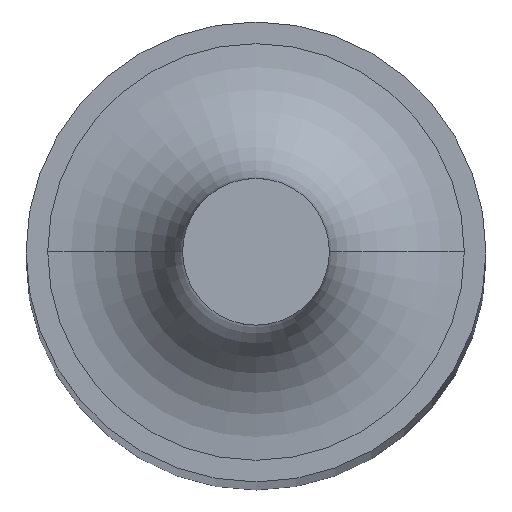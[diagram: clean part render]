
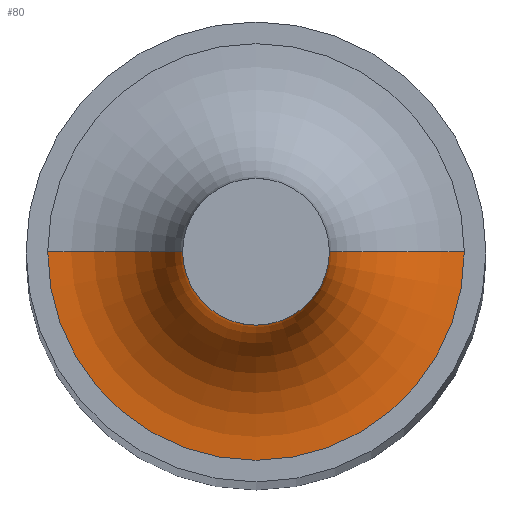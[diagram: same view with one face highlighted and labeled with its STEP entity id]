
A CAD part, top view. The second image highlights one B-rep face of the part: STEP entity #80.
In plain terms, the highlighted toroidal (fillet/blend) face has major radius 2.157 mm and minor radius 1.397 mm.
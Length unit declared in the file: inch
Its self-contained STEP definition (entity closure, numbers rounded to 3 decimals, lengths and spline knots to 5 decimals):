
#26 = CARTESIAN_POINT ( 'NONE',  ( -0.02991, 0., 1.995 ) ) ;
#28 = ORIENTED_EDGE ( 'NONE', *, *, #190, .T. ) ;
#34 = VERTEX_POINT ( 'NONE', #322 ) ;
#51 = CIRCLE ( 'NONE', #79, 0.055 ) ;
#61 = ORIENTED_EDGE ( 'NONE', *, *, #268, .F. ) ;
#76 = DIRECTION ( 'NONE',  ( -1., 0., 0. ) ) ;
#79 = AXIS2_PLACEMENT_3D ( 'NONE', #291, #349, #232 ) ;
#80 = ADVANCED_FACE ( 'NONE', ( #264 ), #312, .F. ) ;
#83 = CARTESIAN_POINT ( 'NONE',  ( 0.08491, 0., 1.995 ) ) ;
#98 = EDGE_LOOP ( 'NONE', ( #208, #311, #28, #61 ) ) ;
#129 = AXIS2_PLACEMENT_3D ( 'NONE', #144, #231, #76 ) ;
#144 = CARTESIAN_POINT ( 'NONE',  ( 0., 0., 1.94 ) ) ;
#151 = DIRECTION ( 'NONE',  ( 0., 0., -1. ) ) ;
#178 = DIRECTION ( 'NONE',  ( 1., 0., 0. ) ) ;
#190 = EDGE_CURVE ( 'NONE', #309, #367, #51, .T. ) ;
#208 = ORIENTED_EDGE ( 'NONE', *, *, #351, .F. ) ;
#219 = CARTESIAN_POINT ( 'NONE',  ( 0., 0., 1.995 ) ) ;
#225 = VERTEX_POINT ( 'NONE', #326 ) ;
#231 = DIRECTION ( 'NONE',  ( 0., 0., -1. ) ) ;
#232 = DIRECTION ( 'NONE',  ( 0., 0., 1. ) ) ;
#250 = AXIS2_PLACEMENT_3D ( 'NONE', #83, #278, #178 ) ;
#256 = AXIS2_PLACEMENT_3D ( 'NONE', #323, #385, #296 ) ;
#264 = FACE_OUTER_BOUND ( 'NONE', #98, .T. ) ;
#268 = EDGE_CURVE ( 'NONE', #225, #367, #317, .T. ) ;
#278 = DIRECTION ( 'NONE',  ( 0., -1., 0. ) ) ;
#290 = EDGE_CURVE ( 'NONE', #34, #309, #339, .T. ) ;
#291 = CARTESIAN_POINT ( 'NONE',  ( -0.08491, 0., 1.995 ) ) ;
#296 = DIRECTION ( 'NONE',  ( -1., 0., 0. ) ) ;
#309 = VERTEX_POINT ( 'NONE', #26 ) ;
#311 = ORIENTED_EDGE ( 'NONE', *, *, #290, .T. ) ;
#312 = TOROIDAL_SURFACE ( 'NONE', #256, 0.08491, 0.055 ) ;
#317 = CIRCLE ( 'NONE', #129, 0.08491 ) ;
#319 = AXIS2_PLACEMENT_3D ( 'NONE', #219, #151, #360 ) ;
#322 = CARTESIAN_POINT ( 'NONE',  ( 0.02991, 0., 1.995 ) ) ;
#323 = CARTESIAN_POINT ( 'NONE',  ( 0., 0., 1.995 ) ) ;
#326 = CARTESIAN_POINT ( 'NONE',  ( 0.08491, 0., 1.94 ) ) ;
#339 = CIRCLE ( 'NONE', #319, 0.02991 ) ;
#349 = DIRECTION ( 'NONE',  ( 0., 1., 0. ) ) ;
#351 = EDGE_CURVE ( 'NONE', #34, #225, #355, .T. ) ;
#355 = CIRCLE ( 'NONE', #250, 0.055 ) ;
#360 = DIRECTION ( 'NONE',  ( -1., 0., 0. ) ) ;
#367 = VERTEX_POINT ( 'NONE', #396 ) ;
#385 = DIRECTION ( 'NONE',  ( 0., 0., 1. ) ) ;
#396 = CARTESIAN_POINT ( 'NONE',  ( -0.08491, 0., 1.94 ) ) ;
